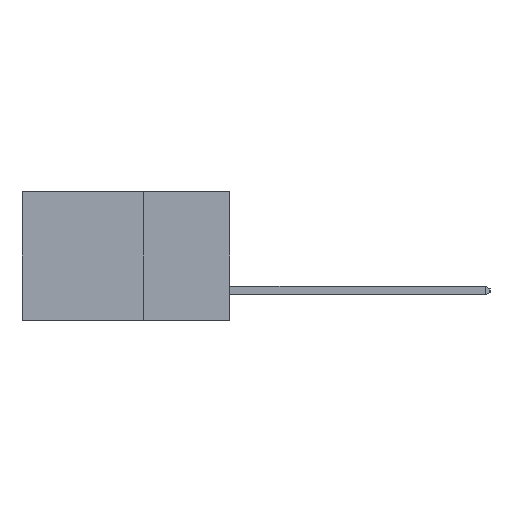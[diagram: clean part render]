
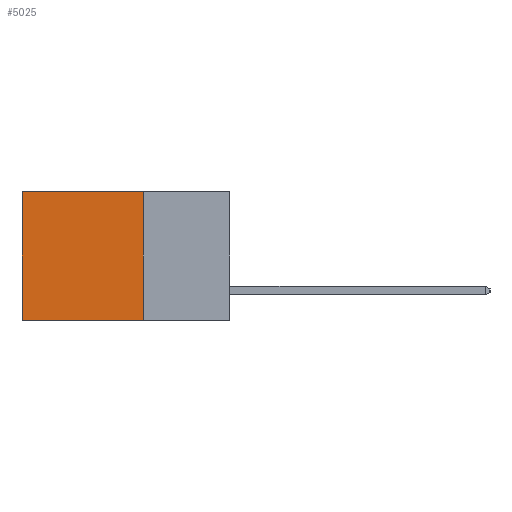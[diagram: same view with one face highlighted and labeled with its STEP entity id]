
A CAD part, left-side view. The second image highlights one B-rep face of the part: STEP entity #5025.
In plain terms, the highlighted planar face has unit normal (-1, 0, 0).
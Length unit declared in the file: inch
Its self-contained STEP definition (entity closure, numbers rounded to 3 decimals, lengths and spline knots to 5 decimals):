
#1216 = EDGE_LOOP ( 'NONE', ( #1361, #2755, #7393, #3590 ) ) ;
#1361 = ORIENTED_EDGE ( 'NONE', *, *, #10139, .T. ) ;
#2061 = LINE ( 'NONE', #6040, #11966 ) ;
#2755 = ORIENTED_EDGE ( 'NONE', *, *, #11044, .F. ) ;
#3590 = ORIENTED_EDGE ( 'NONE', *, *, #8205, .T. ) ;
#3645 = CARTESIAN_POINT ( 'NONE',  ( 0.298, 0.6, 0. ) ) ;
#4252 = AXIS2_PLACEMENT_3D ( 'NONE', #4838, #11517, #5836 ) ;
#4838 = CARTESIAN_POINT ( 'NONE',  ( 0.298, 0.25, 0. ) ) ;
#4935 = DIRECTION ( 'NONE',  ( 0., 1., 0. ) ) ;
#5025 = ADVANCED_FACE ( 'NONE', ( #11424 ), #8674, .F. ) ;
#5401 = VERTEX_POINT ( 'NONE', #9397 ) ;
#5836 = DIRECTION ( 'NONE',  ( 0., 0., -1. ) ) ;
#5856 = VERTEX_POINT ( 'NONE', #11984 ) ;
#6040 = CARTESIAN_POINT ( 'NONE',  ( 0.298, 0.25, 0. ) ) ;
#6646 = VERTEX_POINT ( 'NONE', #8473 ) ;
#7393 = ORIENTED_EDGE ( 'NONE', *, *, #8963, .F. ) ;
#7522 = DIRECTION ( 'NONE',  ( 0., 0., -1. ) ) ;
#7664 = VERTEX_POINT ( 'NONE', #10855 ) ;
#8205 = EDGE_CURVE ( 'NONE', #6646, #5401, #9507, .T. ) ;
#8459 = VECTOR ( 'NONE', #7522, 39.37008 ) ;
#8473 = CARTESIAN_POINT ( 'NONE',  ( 0.298, 0.25, 0. ) ) ;
#8674 = PLANE ( 'NONE',  #4252 ) ;
#8963 = EDGE_CURVE ( 'NONE', #6646, #5856, #2061, .T. ) ;
#9222 = VECTOR ( 'NONE', #4935, 39.37008 ) ;
#9397 = CARTESIAN_POINT ( 'NONE',  ( 0.298, 0.6, 0. ) ) ;
#9507 = LINE ( 'NONE', #11523, #9222 ) ;
#10139 = EDGE_CURVE ( 'NONE', #5401, #7664, #10986, .T. ) ;
#10846 = CARTESIAN_POINT ( 'NONE',  ( 0.298, 0.25, -0.37 ) ) ;
#10855 = CARTESIAN_POINT ( 'NONE',  ( 0.298, 0.6, -0.37 ) ) ;
#10986 = LINE ( 'NONE', #3645, #8459 ) ;
#11044 = EDGE_CURVE ( 'NONE', #5856, #7664, #11957, .T. ) ;
#11424 = FACE_OUTER_BOUND ( 'NONE', #1216, .T. ) ;
#11517 = DIRECTION ( 'NONE',  ( 1., 0., 0. ) ) ;
#11523 = CARTESIAN_POINT ( 'NONE',  ( 0.298, 0.25, 0. ) ) ;
#11676 = VECTOR ( 'NONE', #11760, 39.37008 ) ;
#11710 = DIRECTION ( 'NONE',  ( 0., 0., -1. ) ) ;
#11760 = DIRECTION ( 'NONE',  ( 0., 1., 0. ) ) ;
#11957 = LINE ( 'NONE', #10846, #11676 ) ;
#11966 = VECTOR ( 'NONE', #11710, 39.37008 ) ;
#11984 = CARTESIAN_POINT ( 'NONE',  ( 0.298, 0.25, -0.37 ) ) ;
